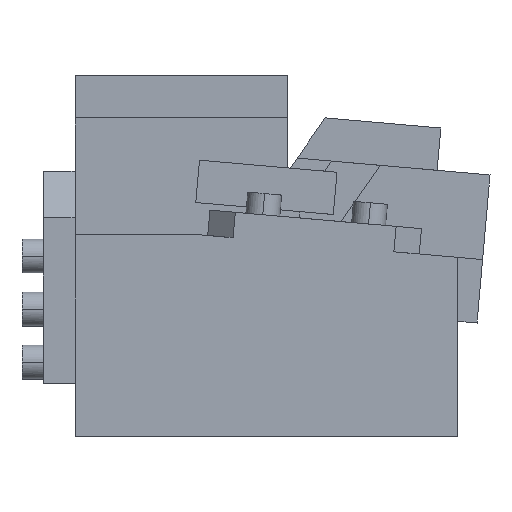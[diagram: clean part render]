
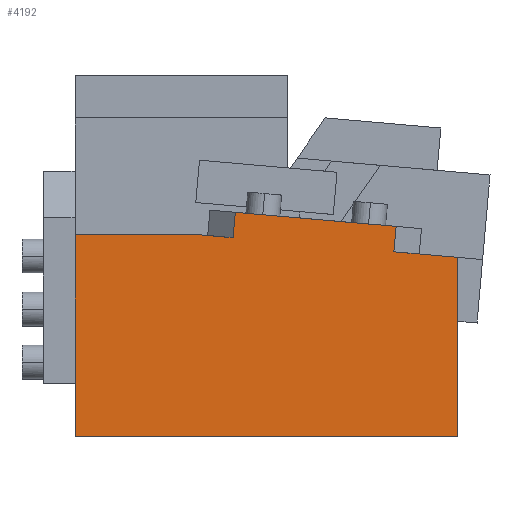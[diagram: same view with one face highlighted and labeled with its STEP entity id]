
A CAD part, front view. The second image highlights one B-rep face of the part: STEP entity #4192.
In plain terms, the highlighted planar face has unit normal (0, -1, 0).
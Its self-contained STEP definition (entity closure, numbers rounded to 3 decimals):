
#103=CARTESIAN_POINT('Vertex',(180.,0.,0.)) ;
#106=CARTESIAN_POINT('Line Origine',(90.,0.,0.)) ;
#110=CARTESIAN_POINT('Vertex',(0.,0.,0.)) ;
#557=CARTESIAN_POINT('Vertex',(0.,0.,95.)) ;
#560=CARTESIAN_POINT('Line Origine',(29.23,0.,95.)) ;
#564=CARTESIAN_POINT('Vertex',(58.46,0.,95.)) ;
#3332=CARTESIAN_POINT('Line Origine',(0.,0.,47.5)) ;
#3734=CARTESIAN_POINT('Vertex',(180.,0.,84.367)) ;
#3737=CARTESIAN_POINT('Line Origine',(180.,0.,42.183)) ;
#4033=CARTESIAN_POINT('Vertex',(74.403,0.,93.605)) ;
#4036=CARTESIAN_POINT('Line Origine',(74.926,0.,99.582)) ;
#4040=CARTESIAN_POINT('Vertex',(75.449,0.,105.559)) ;
#4121=CARTESIAN_POINT('Line Origine',(113.305,0.,102.248)) ;
#4125=CARTESIAN_POINT('Vertex',(151.16,0.,98.936)) ;
#4159=CARTESIAN_POINT('Axis2P3D Location',(78.438,0.,105.298)) ;
#4164=CARTESIAN_POINT('Line Origine',(165.057,0.,85.674)) ;
#4168=CARTESIAN_POINT('Vertex',(150.114,0.,86.981)) ;
#4171=CARTESIAN_POINT('Line Origine',(150.637,0.,92.958)) ;
#4176=CARTESIAN_POINT('Line Origine',(66.432,0.,94.303)) ;
#107=DIRECTION('Vector Direction',(-1.,0.,0.)) ;
#561=DIRECTION('Vector Direction',(-1.,0.,0.)) ;
#3333=DIRECTION('Vector Direction',(0.,0.,-1.)) ;
#3738=DIRECTION('Vector Direction',(0.,0.,1.)) ;
#4037=DIRECTION('Vector Direction',(0.087,0.,0.996)) ;
#4122=DIRECTION('Vector Direction',(0.996,0.,-0.087)) ;
#4160=DIRECTION('Axis2P3D Direction',(0.,-1.,0.)) ;
#4161=DIRECTION('Axis2P3D XDirection',(0.996,0.,-0.087)) ;
#4165=DIRECTION('Vector Direction',(-0.996,0.,0.087)) ;
#4172=DIRECTION('Vector Direction',(-0.087,0.,-0.996)) ;
#4177=DIRECTION('Vector Direction',(-0.996,0.,0.087)) ;
#4162=AXIS2_PLACEMENT_3D('Plane Axis2P3D',#4159,#4160,#4161) ;
#4182=ORIENTED_EDGE('',*,*,#566,.T.) ;
#4183=ORIENTED_EDGE('',*,*,#3336,.T.) ;
#4184=ORIENTED_EDGE('',*,*,#112,.F.) ;
#4185=ORIENTED_EDGE('',*,*,#3741,.T.) ;
#4186=ORIENTED_EDGE('',*,*,#4170,.T.) ;
#4187=ORIENTED_EDGE('',*,*,#4175,.F.) ;
#4188=ORIENTED_EDGE('',*,*,#4127,.F.) ;
#4189=ORIENTED_EDGE('',*,*,#4042,.F.) ;
#4190=ORIENTED_EDGE('',*,*,#4180,.T.) ;
#108=VECTOR('Line Direction',#107,1.) ;
#562=VECTOR('Line Direction',#561,1.) ;
#3334=VECTOR('Line Direction',#3333,1.) ;
#3739=VECTOR('Line Direction',#3738,1.) ;
#4038=VECTOR('Line Direction',#4037,1.) ;
#4123=VECTOR('Line Direction',#4122,1.) ;
#4166=VECTOR('Line Direction',#4165,1.) ;
#4173=VECTOR('Line Direction',#4172,1.) ;
#4178=VECTOR('Line Direction',#4177,1.) ;
#4192=ADVANCED_FACE('CAM HOLDER',(#4191),#4163,.T.) ;
#112=EDGE_CURVE('',#104,#111,#109,.T.) ;
#566=EDGE_CURVE('',#565,#558,#563,.T.) ;
#3336=EDGE_CURVE('',#558,#111,#3335,.T.) ;
#3741=EDGE_CURVE('',#104,#3735,#3740,.T.) ;
#4042=EDGE_CURVE('',#4034,#4041,#4039,.T.) ;
#4127=EDGE_CURVE('',#4041,#4126,#4124,.T.) ;
#4170=EDGE_CURVE('',#3735,#4169,#4167,.T.) ;
#4175=EDGE_CURVE('',#4126,#4169,#4174,.T.) ;
#4180=EDGE_CURVE('',#4034,#565,#4179,.T.) ;
#4181=EDGE_LOOP('',(#4182,#4183,#4184,#4185,#4186,#4187,#4188,#4189,#4190)) ;
#4191=FACE_OUTER_BOUND('',#4181,.T.) ;
#109=LINE('Line',#106,#108) ;
#563=LINE('Line',#560,#562) ;
#3335=LINE('Line',#3332,#3334) ;
#3740=LINE('Line',#3737,#3739) ;
#4039=LINE('Line',#4036,#4038) ;
#4124=LINE('Line',#4121,#4123) ;
#4167=LINE('Line',#4164,#4166) ;
#4174=LINE('Line',#4171,#4173) ;
#4179=LINE('Line',#4176,#4178) ;
#4163=PLANE('Plane',#4162) ;
#104=VERTEX_POINT('',#103) ;
#111=VERTEX_POINT('',#110) ;
#558=VERTEX_POINT('',#557) ;
#565=VERTEX_POINT('',#564) ;
#3735=VERTEX_POINT('',#3734) ;
#4034=VERTEX_POINT('',#4033) ;
#4041=VERTEX_POINT('',#4040) ;
#4126=VERTEX_POINT('',#4125) ;
#4169=VERTEX_POINT('',#4168) ;
